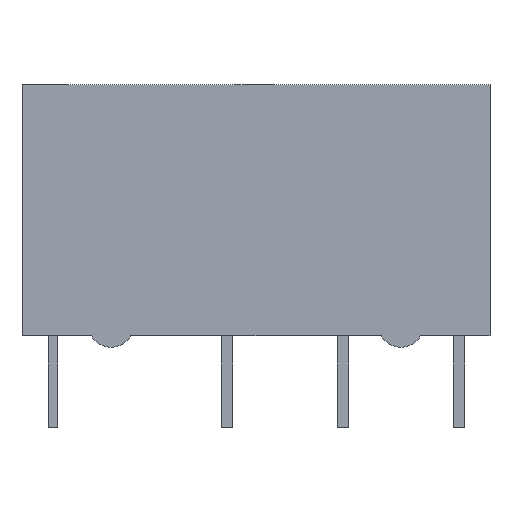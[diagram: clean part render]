
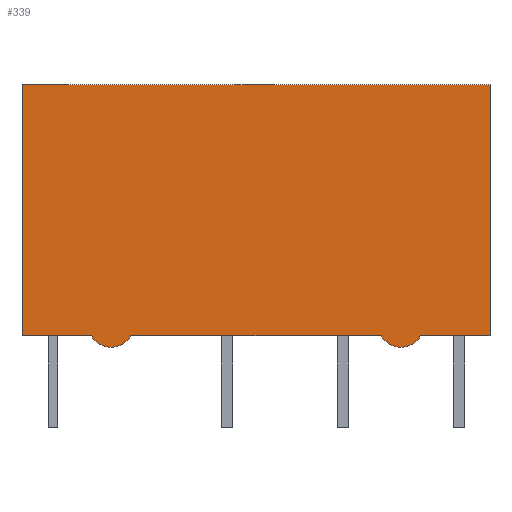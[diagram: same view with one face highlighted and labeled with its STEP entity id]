
A CAD part, front view. The second image highlights one B-rep face of the part: STEP entity #339.
In plain terms, the highlighted planar face has unit normal (0, -1, 0).
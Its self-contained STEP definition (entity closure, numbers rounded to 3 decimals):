
#208=CARTESIAN_POINT('',(-1.36,-1.05,-7.31));
#209=VERTEX_POINT('',#208);
#216=CARTESIAN_POINT('',(-1.36,-1.05,3.69));
#217=VERTEX_POINT('',#216);
#218=CARTESIAN_POINT('',(-1.36,-1.05,3.69));
#219=DIRECTION('',(-0.,-0.,-1.));
#220=VECTOR('',#219,11.);
#221=LINE('',#218,#220);
#222=EDGE_CURVE('NONE',#217,#209,#221,.T.);
#255=CARTESIAN_POINT('',(19.14,-1.05,3.69));
#256=VERTEX_POINT('',#255);
#257=CARTESIAN_POINT('',(-1.36,-1.05,3.69));
#258=DIRECTION('',(1.,0.,-0.));
#259=VECTOR('',#258,20.5);
#260=LINE('',#257,#259);
#261=EDGE_CURVE('NONE',#217,#256,#260,.T.);
#282=CARTESIAN_POINT('',(-1.36,-1.05,3.69));
#283=DIRECTION('',(0.,1.,-0.));
#284=DIRECTION('',(-1.,0.,0.));
#285=AXIS2_PLACEMENT_3D('',#282,#283,#284);
#286=PLANE('',#285);
#287=CARTESIAN_POINT('',(1.674,-1.05,-7.31));
#288=VERTEX_POINT('',#287);
#289=CARTESIAN_POINT('',(-1.36,-1.05,-7.31));
#290=DIRECTION('',(1.,-0.,-0.));
#291=VECTOR('',#290,3.034);
#292=LINE('',#289,#291);
#293=EDGE_CURVE('NONE',#209,#288,#292,.T.);
#294=ORIENTED_EDGE('',*,*,#293,.T.);
#295=CARTESIAN_POINT('',(3.406,-1.05,-7.31));
#296=VERTEX_POINT('',#295);
#297=CARTESIAN_POINT('',(2.54,-1.05,-6.81));
#298=DIRECTION('',(0.,-1.,0.));
#299=DIRECTION('',(1.,0.,0.));
#300=AXIS2_PLACEMENT_3D('',#297,#298,#299);
#301=CIRCLE('',#300,1.);
#302=EDGE_CURVE('NONE',#288,#296,#301,.T.);
#303=ORIENTED_EDGE('',*,*,#302,.T.);
#304=CARTESIAN_POINT('',(14.374,-1.05,-7.31));
#305=VERTEX_POINT('',#304);
#306=CARTESIAN_POINT('',(3.406,-1.05,-7.31));
#307=DIRECTION('',(1.,-0.,-0.));
#308=VECTOR('',#307,10.968);
#309=LINE('',#306,#308);
#310=EDGE_CURVE('NONE',#296,#305,#309,.T.);
#311=ORIENTED_EDGE('',*,*,#310,.T.);
#312=CARTESIAN_POINT('',(16.106,-1.05,-7.31));
#313=VERTEX_POINT('',#312);
#314=CARTESIAN_POINT('',(15.24,-1.05,-6.81));
#315=DIRECTION('',(0.,-1.,0.));
#316=DIRECTION('',(1.,0.,0.));
#317=AXIS2_PLACEMENT_3D('',#314,#315,#316);
#318=CIRCLE('',#317,1.);
#319=EDGE_CURVE('NONE',#305,#313,#318,.T.);
#320=ORIENTED_EDGE('',*,*,#319,.T.);
#321=CARTESIAN_POINT('',(19.14,-1.05,-7.31));
#322=VERTEX_POINT('',#321);
#323=CARTESIAN_POINT('',(16.106,-1.05,-7.31));
#324=DIRECTION('',(1.,-0.,-0.));
#325=VECTOR('',#324,3.034);
#326=LINE('',#323,#325);
#327=EDGE_CURVE('NONE',#313,#322,#326,.T.);
#328=ORIENTED_EDGE('',*,*,#327,.T.);
#329=CARTESIAN_POINT('',(19.14,-1.05,3.69));
#330=DIRECTION('',(-0.,-0.,-1.));
#331=VECTOR('',#330,11.);
#332=LINE('',#329,#331);
#333=EDGE_CURVE('NONE',#256,#322,#332,.T.);
#334=ORIENTED_EDGE('',*,*,#333,.F.);
#335=ORIENTED_EDGE('',*,*,#261,.F.);
#336=ORIENTED_EDGE('',*,*,#222,.T.);
#337=EDGE_LOOP('',(#294,#303,#311,#320,#328,#334,#335,#336));
#338=FACE_BOUND('',#337,.T.);
#339=ADVANCED_FACE('NONE',(#338),#286,.F.);
